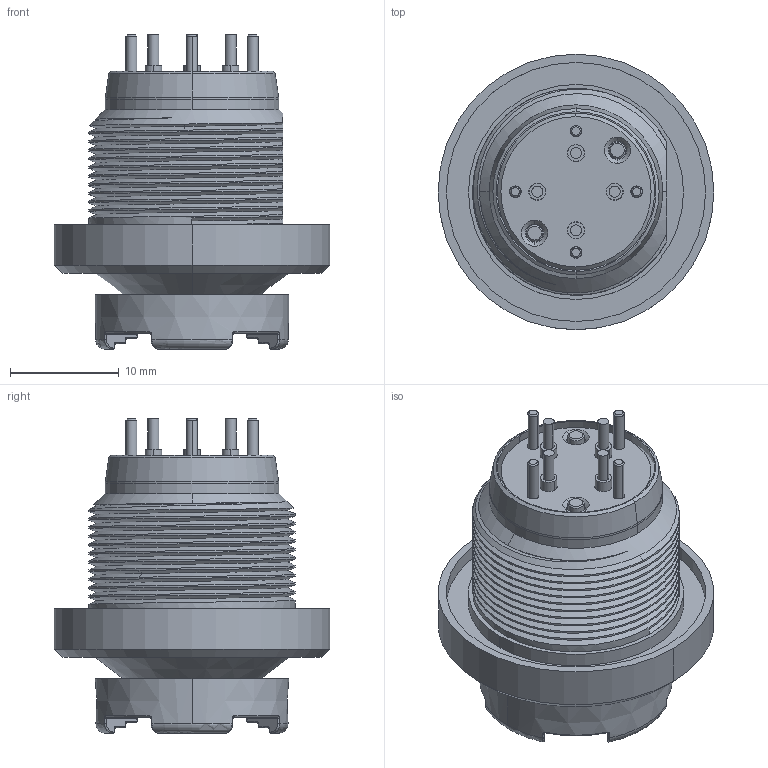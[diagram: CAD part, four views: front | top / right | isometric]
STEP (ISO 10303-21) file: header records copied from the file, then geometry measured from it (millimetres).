
FILE_DESCRIPTION((''),'2;1');
FILE_NAME('04JT-AP-T02','2017-02-22T',('sbuenzli'),(''),'PRO/ENGINEER BY PARAMETRIC TECHNOLOGY CORPORATION, 2016100','PRO/ENGINEER BY PARAMETRIC TECHNOLOGY CORPORATION, 2016100','');
FILE_SCHEMA(('CONFIG_CONTROL_DESIGN'));
Length unit declared in the file: inch
Products named in the file (1): 04JT-AP-T02
Bounding box: 25.4 x 25.4 x 28.96 mm (x, y, z)
Surface area: 4322.2 mm2 (no closed solid volume)
Topology: 0 solids, 19 shells, 535 faces, 1382 edges, 843 vertices
Faces by surface type: bspline 236, cylinder 109, plane 68, torus 62, cone 60
Entity records: 31560 total; most frequent: CARTESIAN_POINT 20242, ORIENTED_EDGE 2542, DIRECTION 1989, EDGE_CURVE 1382, AXIS2_PLACEMENT_3D 855, VERTEX_POINT 843, EDGE_LOOP 558, CIRCLE 556
